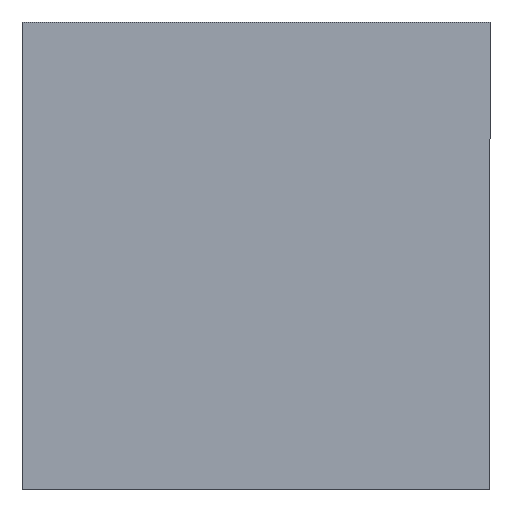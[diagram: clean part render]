
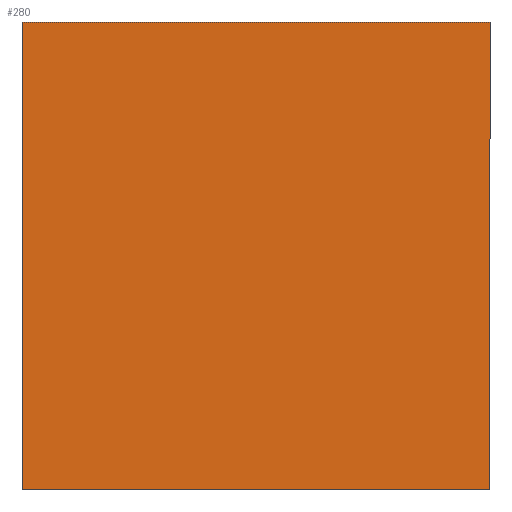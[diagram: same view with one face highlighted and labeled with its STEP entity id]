
A CAD part, front view. The second image highlights one B-rep face of the part: STEP entity #280.
In plain terms, the highlighted planar face has unit normal (0, -1, 0).
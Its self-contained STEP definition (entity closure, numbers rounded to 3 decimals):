
#30=FACE_OUTER_BOUND('',#46,.T.);
#46=EDGE_LOOP('',(#247,#248,#249,#250));
#71=LINE('',#440,#107);
#75=LINE('',#448,#111);
#78=LINE('',#454,#114);
#81=LINE('',#459,#117);
#107=VECTOR('',#365,10.);
#111=VECTOR('',#371,10.);
#114=VECTOR('',#376,10.);
#117=VECTOR('',#381,10.);
#135=VERTEX_POINT('',#438);
#136=VERTEX_POINT('',#439);
#139=VERTEX_POINT('',#447);
#141=VERTEX_POINT('',#453);
#167=EDGE_CURVE('',#135,#136,#71,.T.);
#171=EDGE_CURVE('',#139,#135,#75,.T.);
#174=EDGE_CURVE('',#141,#139,#78,.T.);
#177=EDGE_CURVE('',#136,#141,#81,.T.);
#247=ORIENTED_EDGE('',*,*,#177,.F.);
#248=ORIENTED_EDGE('',*,*,#167,.F.);
#249=ORIENTED_EDGE('',*,*,#171,.F.);
#250=ORIENTED_EDGE('',*,*,#174,.F.);
#265=PLANE('',#318);
#280=ADVANCED_FACE('',(#30),#265,.F.);
#318=AXIS2_PLACEMENT_3D('',#462,#385,#386);
#365=DIRECTION('',(-1.,0.,0.));
#371=DIRECTION('',(0.,0.,-1.));
#376=DIRECTION('',(1.,0.,0.));
#381=DIRECTION('',(0.,0.,1.));
#385=DIRECTION('center_axis',(0.,1.,0.));
#386=DIRECTION('ref_axis',(0.,0.,1.));
#438=CARTESIAN_POINT('',(0.,0.,0.));
#439=CARTESIAN_POINT('',(-15.,0.,0.));
#440=CARTESIAN_POINT('',(0.,0.,0.));
#447=CARTESIAN_POINT('',(0.,0.,15.));
#448=CARTESIAN_POINT('',(0.,0.,15.));
#453=CARTESIAN_POINT('',(-15.,0.,15.));
#454=CARTESIAN_POINT('',(-15.,0.,15.));
#459=CARTESIAN_POINT('',(-15.,0.,0.));
#462=CARTESIAN_POINT('Origin',(-7.5,0.,7.5));
